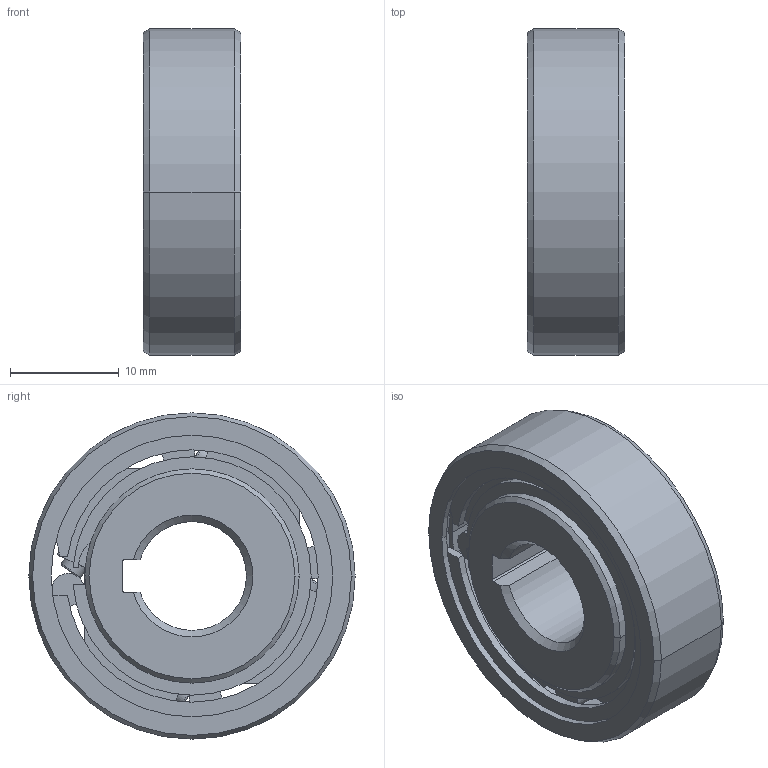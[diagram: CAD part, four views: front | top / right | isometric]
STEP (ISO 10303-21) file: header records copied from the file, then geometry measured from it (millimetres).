
FILE_DESCRIPTION((''),'2;1');
FILE_NAME('FREILAUF_AS10_ASM','2023-04-28T',('SYSTEM'),(''),'PRO/ENGINEER BY PARAMETRIC TECHNOLOGY CORPORATION, 2016360','PRO/ENGINEER BY PARAMETRIC TECHNOLOGY CORPORATION, 2016360','');
FILE_SCHEMA(('AUTOMOTIVE_DESIGN { 1 0 10303 214 1 1 1 1 }'));
Length unit declared in the file: millimetre
Products named in the file (10): STERN_AS10_NICO_1; DRUCKBOLZEN_AS8_1; DRUCKFEDER_AS8_5_1; ANFED_KPL_AS8_6_AS8_5_ASM_1_ASM; ROLLE_3X5_1; A-RING_AS10_NICO_1; ESB_27_NICO_1; ESB19_7_M_1; FREILAUF_AS10_NICO_ASM_1_ASM; FREILAUF_AS10_ASM
Assembly tree (17 placements, depth 4):
  FREILAUF_AS10_ASM
    FREILAUF_AS10_NICO_ASM_1_ASM
      STERN_AS10_NICO_1
      ANFED_KPL_AS8_6_AS8_5_ASM_1_ASM  x4
        DRUCKBOLZEN_AS8_1
        DRUCKFEDER_AS8_5_1
      ROLLE_3X5_1  x4
      A-RING_AS10_NICO_1
      ESB_27_NICO_1  x2
      ESB19_7_M_1  x2
Bounding box: 9 x 30 x 30 mm (x, y, z)
Volume: 4495.7 mm3; surface area: 5671.6 mm2
Topology: 18 solids, 18 shells, 212 faces, 530 edges, 358 vertices
Faces by surface type: cylinder 71, plane 67, cone 42, bspline 24, torus 8
Entity records: 6108 total; most frequent: CARTESIAN_POINT 2240, DIRECTION 756, ORIENTED_EDGE 652, EDGE_CURVE 326, AXIS2_PLACEMENT_3D 320, VERTEX_POINT 226, CIRCLE 160, EDGE_LOOP 136
